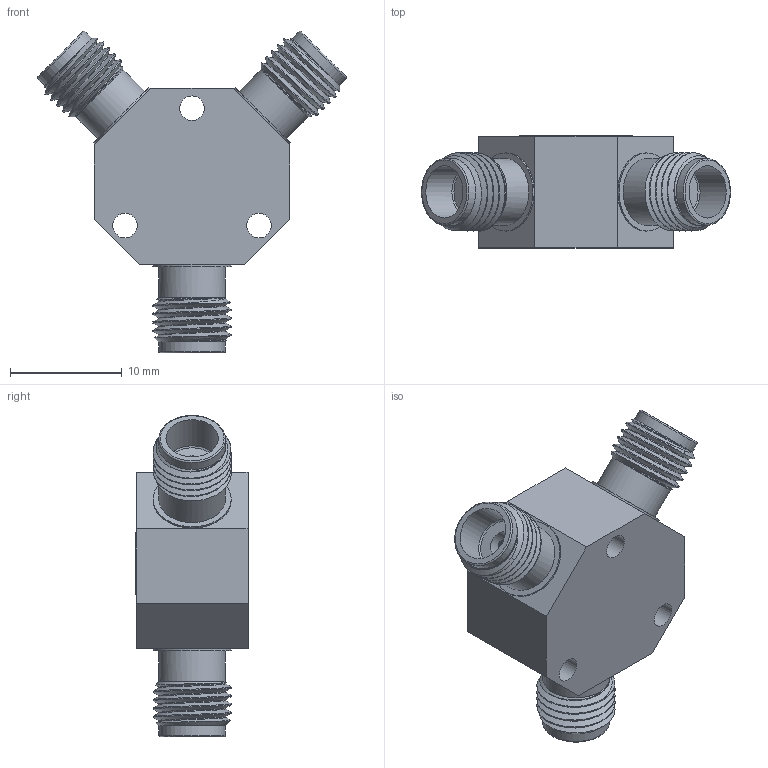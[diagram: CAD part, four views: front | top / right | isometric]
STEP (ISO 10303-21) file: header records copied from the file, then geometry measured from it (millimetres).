
FILE_DESCRIPTION (( 'STEP AP203' ), '1' );
FILE_NAME ('PE20DV1056_3D.step', '2021-07-20T22:39:52', ( '' ), ( '' ), 'SwSTEP 2.0', 'SolidWorks 2021', '' );
FILE_SCHEMA (( 'CONFIG_CONTROL_DESIGN' ));
Length unit declared in the file: inch
Products named in the file (1): PE20DV1056_3D
Bounding box: 27.67 x 10.03 x 28.76 mm (x, y, z)
Volume: 2729.6 mm3; surface area: 2117.2 mm2
Topology: 1 solids, 1 shells, 191 faces, 483 edges, 320 vertices
Faces by surface type: plane 109, cylinder 27, cone 27, bspline 25, torus 3
Full cylindrical faces by diameter (mm): 0.533 x3, 0.787 x3, 2.2 x3, 2.4 x3, 4.699 x3, 5.963 x6, 7 x3
Entity records: 9703 total; most frequent: CARTESIAN_POINT 5536, ORIENTED_EDGE 834, DIRECTION 773, EDGE_CURVE 417, VERTEX_POINT 296, AXIS2_PLACEMENT_3D 281, EDGE_LOOP 253, FACE_OUTER_BOUND 212
